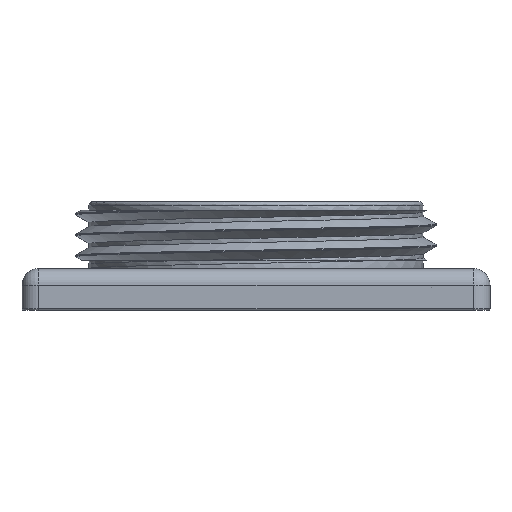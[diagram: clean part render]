
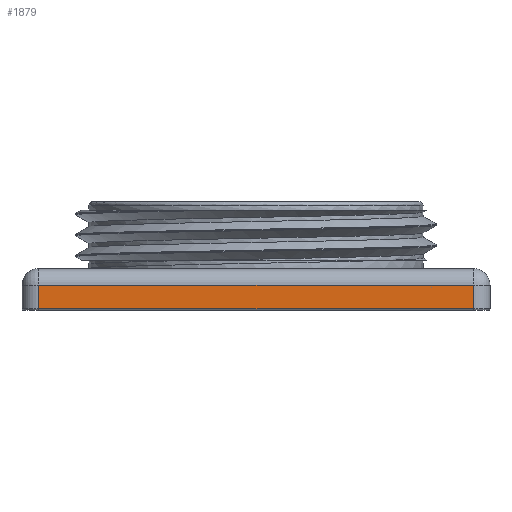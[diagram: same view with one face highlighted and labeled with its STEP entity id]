
A CAD part, left-side view. The second image highlights one B-rep face of the part: STEP entity #1879.
In plain terms, the highlighted planar face has unit normal (-1, 0, 0).
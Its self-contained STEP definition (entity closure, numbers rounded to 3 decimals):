
#355 = CYLINDRICAL_SURFACE('',#356,0.2);
#356 = AXIS2_PLACEMENT_3D('',#357,#358,#359);
#357 = CARTESIAN_POINT('',(-31.8,-26.,0.2));
#358 = DIRECTION('',(0.,1.,0.));
#359 = DIRECTION('',(0.,0.,-1.));
#1008 = VERTEX_POINT('',#1009);
#1009 = CARTESIAN_POINT('',(-32.,-26.,0.2));
#1044 = CYLINDRICAL_SURFACE('',#1045,2.);
#1045 = AXIS2_PLACEMENT_3D('',#1046,#1047,#1048);
#1046 = CARTESIAN_POINT('',(-30.,-26.,0.));
#1047 = DIRECTION('',(0.,0.,1.));
#1048 = DIRECTION('',(-1.,0.,0.));
#1113 = EDGE_CURVE('',#1008,#1114,#1116,.T.);
#1114 = VERTEX_POINT('',#1115);
#1115 = CARTESIAN_POINT('',(-32.,26.,0.2));
#1116 = SURFACE_CURVE('',#1117,(#1121,#1128),.PCURVE_S1.);
#1117 = LINE('',#1118,#1119);
#1118 = CARTESIAN_POINT('',(-32.,-26.,0.2));
#1119 = VECTOR('',#1120,1.);
#1120 = DIRECTION('',(0.,1.,0.));
#1121 = PCURVE('',#355,#1122);
#1122 = DEFINITIONAL_REPRESENTATION('',(#1123),#1127);
#1123 = LINE('',#1124,#1125);
#1124 = CARTESIAN_POINT('',(1.571,0.));
#1125 = VECTOR('',#1126,1.);
#1126 = DIRECTION('',(0.,1.));
#1127 = ( GEOMETRIC_REPRESENTATION_CONTEXT(2) 
PARAMETRIC_REPRESENTATION_CONTEXT() REPRESENTATION_CONTEXT('2D SPACE',''
  ) );
#1128 = PCURVE('',#1129,#1134);
#1129 = PLANE('',#1130);
#1130 = AXIS2_PLACEMENT_3D('',#1131,#1132,#1133);
#1131 = CARTESIAN_POINT('',(-32.,-28.,0.));
#1132 = DIRECTION('',(-1.,0.,0.));
#1133 = DIRECTION('',(0.,1.,0.));
#1134 = DEFINITIONAL_REPRESENTATION('',(#1135),#1139);
#1135 = LINE('',#1136,#1137);
#1136 = CARTESIAN_POINT('',(2.,-0.2));
#1137 = VECTOR('',#1138,1.);
#1138 = DIRECTION('',(1.,0.));
#1139 = ( GEOMETRIC_REPRESENTATION_CONTEXT(2) 
PARAMETRIC_REPRESENTATION_CONTEXT() REPRESENTATION_CONTEXT('2D SPACE',''
  ) );
#1183 = CYLINDRICAL_SURFACE('',#1184,2.);
#1184 = AXIS2_PLACEMENT_3D('',#1185,#1186,#1187);
#1185 = CARTESIAN_POINT('',(-30.,26.,0.));
#1186 = DIRECTION('',(0.,0.,1.));
#1187 = DIRECTION('',(0.,1.,0.));
#1380 = CYLINDRICAL_SURFACE('',#1381,2.);
#1381 = AXIS2_PLACEMENT_3D('',#1382,#1383,#1384);
#1382 = CARTESIAN_POINT('',(-30.,-28.,3.));
#1383 = DIRECTION('',(0.,1.,0.));
#1384 = DIRECTION('',(-1.,0.,0.));
#1781 = EDGE_CURVE('',#1008,#1782,#1784,.T.);
#1782 = VERTEX_POINT('',#1783);
#1783 = CARTESIAN_POINT('',(-32.,-26.,3.));
#1784 = SURFACE_CURVE('',#1785,(#1789,#1796),.PCURVE_S1.);
#1785 = LINE('',#1786,#1787);
#1786 = CARTESIAN_POINT('',(-32.,-26.,0.));
#1787 = VECTOR('',#1788,1.);
#1788 = DIRECTION('',(0.,0.,1.));
#1789 = PCURVE('',#1044,#1790);
#1790 = DEFINITIONAL_REPRESENTATION('',(#1791),#1795);
#1791 = LINE('',#1792,#1793);
#1792 = CARTESIAN_POINT('',(0.,0.));
#1793 = VECTOR('',#1794,1.);
#1794 = DIRECTION('',(0.,1.));
#1795 = ( GEOMETRIC_REPRESENTATION_CONTEXT(2) 
PARAMETRIC_REPRESENTATION_CONTEXT() REPRESENTATION_CONTEXT('2D SPACE',''
  ) );
#1796 = PCURVE('',#1129,#1797);
#1797 = DEFINITIONAL_REPRESENTATION('',(#1798),#1802);
#1798 = LINE('',#1799,#1800);
#1799 = CARTESIAN_POINT('',(2.,0.));
#1800 = VECTOR('',#1801,1.);
#1801 = DIRECTION('',(0.,-1.));
#1802 = ( GEOMETRIC_REPRESENTATION_CONTEXT(2) 
PARAMETRIC_REPRESENTATION_CONTEXT() REPRESENTATION_CONTEXT('2D SPACE',''
  ) );
#1879 = ADVANCED_FACE('',(#1880),#1129,.T.);
#1880 = FACE_BOUND('',#1881,.T.);
#1881 = EDGE_LOOP('',(#1882,#1883,#1906,#1927));
#1882 = ORIENTED_EDGE('',*,*,#1781,.T.);
#1883 = ORIENTED_EDGE('',*,*,#1884,.T.);
#1884 = EDGE_CURVE('',#1782,#1885,#1887,.T.);
#1885 = VERTEX_POINT('',#1886);
#1886 = CARTESIAN_POINT('',(-32.,26.,3.));
#1887 = SURFACE_CURVE('',#1888,(#1892,#1899),.PCURVE_S1.);
#1888 = LINE('',#1889,#1890);
#1889 = CARTESIAN_POINT('',(-32.,-28.,3.));
#1890 = VECTOR('',#1891,1.);
#1891 = DIRECTION('',(0.,1.,0.));
#1892 = PCURVE('',#1129,#1893);
#1893 = DEFINITIONAL_REPRESENTATION('',(#1894),#1898);
#1894 = LINE('',#1895,#1896);
#1895 = CARTESIAN_POINT('',(0.,-3.));
#1896 = VECTOR('',#1897,1.);
#1897 = DIRECTION('',(1.,0.));
#1898 = ( GEOMETRIC_REPRESENTATION_CONTEXT(2) 
PARAMETRIC_REPRESENTATION_CONTEXT() REPRESENTATION_CONTEXT('2D SPACE',''
  ) );
#1899 = PCURVE('',#1380,#1900);
#1900 = DEFINITIONAL_REPRESENTATION('',(#1901),#1905);
#1901 = LINE('',#1902,#1903);
#1902 = CARTESIAN_POINT('',(0.,0.));
#1903 = VECTOR('',#1904,1.);
#1904 = DIRECTION('',(0.,1.));
#1905 = ( GEOMETRIC_REPRESENTATION_CONTEXT(2) 
PARAMETRIC_REPRESENTATION_CONTEXT() REPRESENTATION_CONTEXT('2D SPACE',''
  ) );
#1906 = ORIENTED_EDGE('',*,*,#1907,.F.);
#1907 = EDGE_CURVE('',#1114,#1885,#1908,.T.);
#1908 = SURFACE_CURVE('',#1909,(#1913,#1920),.PCURVE_S1.);
#1909 = LINE('',#1910,#1911);
#1910 = CARTESIAN_POINT('',(-32.,26.,0.));
#1911 = VECTOR('',#1912,1.);
#1912 = DIRECTION('',(0.,0.,1.));
#1913 = PCURVE('',#1129,#1914);
#1914 = DEFINITIONAL_REPRESENTATION('',(#1915),#1919);
#1915 = LINE('',#1916,#1917);
#1916 = CARTESIAN_POINT('',(54.,0.));
#1917 = VECTOR('',#1918,1.);
#1918 = DIRECTION('',(0.,-1.));
#1919 = ( GEOMETRIC_REPRESENTATION_CONTEXT(2) 
PARAMETRIC_REPRESENTATION_CONTEXT() REPRESENTATION_CONTEXT('2D SPACE',''
  ) );
#1920 = PCURVE('',#1183,#1921);
#1921 = DEFINITIONAL_REPRESENTATION('',(#1922),#1926);
#1922 = LINE('',#1923,#1924);
#1923 = CARTESIAN_POINT('',(1.571,0.));
#1924 = VECTOR('',#1925,1.);
#1925 = DIRECTION('',(0.,1.));
#1926 = ( GEOMETRIC_REPRESENTATION_CONTEXT(2) 
PARAMETRIC_REPRESENTATION_CONTEXT() REPRESENTATION_CONTEXT('2D SPACE',''
  ) );
#1927 = ORIENTED_EDGE('',*,*,#1113,.F.);
